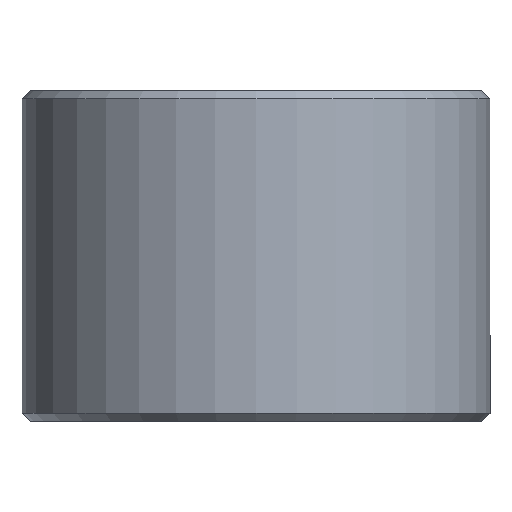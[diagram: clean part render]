
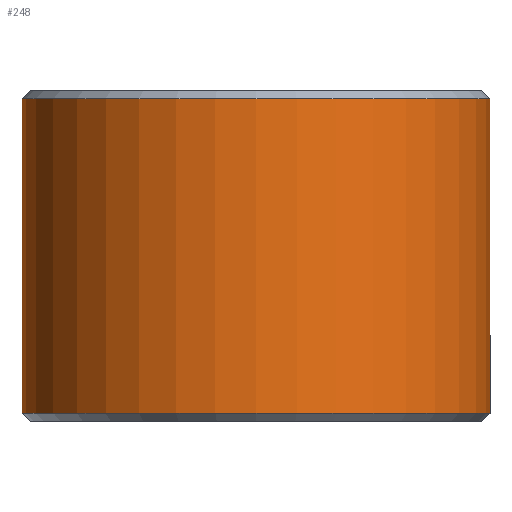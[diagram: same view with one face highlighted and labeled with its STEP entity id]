
A CAD part, front view. The second image highlights one B-rep face of the part: STEP entity #248.
In plain terms, the highlighted cylindrical face has radius 42.463 mm (diameter 84.926 mm), a partial arc.
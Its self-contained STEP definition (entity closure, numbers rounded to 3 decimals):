
#51 = VERTEX_POINT ( 'NONE', #92 ) ;
#56 = VERTEX_POINT ( 'NONE', #151 ) ;
#69 = ORIENTED_EDGE ( 'NONE', *, *, #74, .F. ) ;
#74 = EDGE_CURVE ( 'NONE', #56, #245, #162, .T. ) ;
#92 = CARTESIAN_POINT ( 'NONE',  ( 42.463, 0., -58.517 ) ) ;
#93 = EDGE_CURVE ( 'NONE', #51, #236, #143, .T. ) ;
#110 = VECTOR ( 'NONE', #141, 1000. ) ;
#116 = DIRECTION ( 'NONE',  ( 0., 0., 1. ) ) ;
#141 = DIRECTION ( 'NONE',  ( 0., 0., 1. ) ) ;
#142 = CARTESIAN_POINT ( 'NONE',  ( 42.463, 0., 0. ) ) ;
#143 = LINE ( 'NONE', #142, #110 ) ;
#151 = CARTESIAN_POINT ( 'NONE',  ( -42.463, 0., -58.517 ) ) ;
#160 = VECTOR ( 'NONE', #116, 1000. ) ;
#161 = CARTESIAN_POINT ( 'NONE',  ( -42.463, 0., 0. ) ) ;
#162 = LINE ( 'NONE', #161, #160 ) ;
#172 = DIRECTION ( 'NONE',  ( 1., 0., 0. ) ) ;
#173 = DIRECTION ( 'NONE',  ( 0., 0., 1. ) ) ;
#174 = CARTESIAN_POINT ( 'NONE',  ( 0., 0., 0. ) ) ;
#175 = AXIS2_PLACEMENT_3D ( 'NONE', #174, #173, #172 ) ;
#176 = CYLINDRICAL_SURFACE ( 'NONE', #175, 42.463 ) ;
#177 = FACE_OUTER_BOUND ( 'NONE', #250, .T. ) ;
#182 = CARTESIAN_POINT ( 'NONE',  ( -42.463, 0., -1.483 ) ) ;
#212 = CARTESIAN_POINT ( 'NONE',  ( 42.463, 0., -1.483 ) ) ;
#236 = VERTEX_POINT ( 'NONE', #212 ) ;
#245 = VERTEX_POINT ( 'NONE', #182 ) ;
#248 = ADVANCED_FACE ( 'NONE', ( #177 ), #176, .T. ) ;
#250 = EDGE_LOOP ( 'NONE', ( #69, #270, #260, #262 ) ) ;
#260 = ORIENTED_EDGE ( 'NONE', *, *, #93, .T. ) ;
#262 = ORIENTED_EDGE ( 'NONE', *, *, #269, .F. ) ;
#264 = EDGE_CURVE ( 'NONE', #56, #51, #309, .T. ) ;
#269 = EDGE_CURVE ( 'NONE', #245, #236, #314, .T. ) ;
#270 = ORIENTED_EDGE ( 'NONE', *, *, #264, .T. ) ;
#294 = DIRECTION ( 'NONE',  ( 1., 0., 0. ) ) ;
#301 = AXIS2_PLACEMENT_3D ( 'NONE', #327, #321, #294 ) ;
#309 = CIRCLE ( 'NONE', #301, 42.463 ) ;
#310 = DIRECTION ( 'NONE',  ( 1., 0., 0. ) ) ;
#311 = DIRECTION ( 'NONE',  ( 0., 0., 1. ) ) ;
#312 = CARTESIAN_POINT ( 'NONE',  ( 0., 0., -1.483 ) ) ;
#313 = AXIS2_PLACEMENT_3D ( 'NONE', #312, #311, #310 ) ;
#314 = CIRCLE ( 'NONE', #313, 42.463 ) ;
#321 = DIRECTION ( 'NONE',  ( 0., 0., 1. ) ) ;
#327 = CARTESIAN_POINT ( 'NONE',  ( 0., 0., -58.517 ) ) ;
